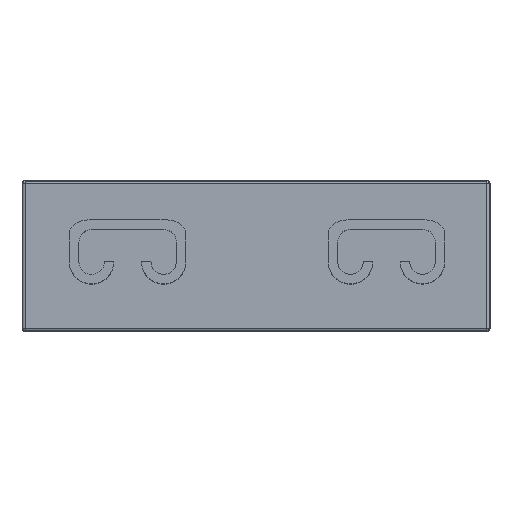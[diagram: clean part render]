
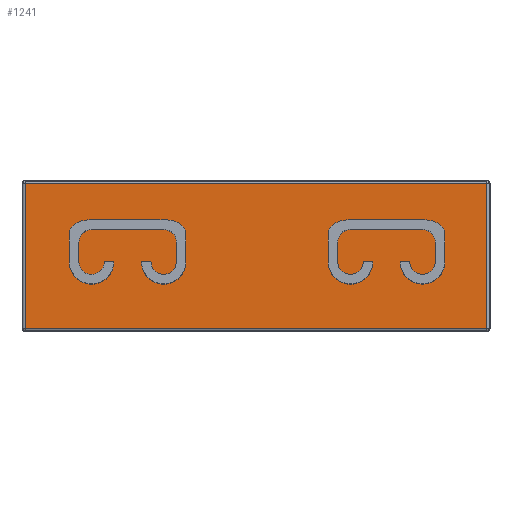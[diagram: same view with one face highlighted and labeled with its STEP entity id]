
A CAD part, top view. The second image highlights one B-rep face of the part: STEP entity #1241.
In plain terms, the highlighted planar face has unit normal (0, 0, 1).
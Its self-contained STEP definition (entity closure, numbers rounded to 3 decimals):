
#167 = VECTOR ( 'NONE', #3595, 1000. ) ;
#568 = CARTESIAN_POINT ( 'NONE',  ( -7.34, 0., 3.18 ) ) ;
#793 = EDGE_CURVE ( 'NONE', #2884, #3500, #2085, .T. ) ;
#1022 = DIRECTION ( 'NONE',  ( 0., -1., 0. ) ) ;
#1042 = LINE ( 'NONE', #2691, #1085 ) ;
#1075 = CARTESIAN_POINT ( 'NONE',  ( 7.24, 0.1, 3.18 ) ) ;
#1085 = VECTOR ( 'NONE', #1022, 1000. ) ;
#1241 = ADVANCED_FACE ( 'NONE', ( #1332 ), #3606, .T. ) ;
#1276 = ORIENTED_EDGE ( 'NONE', *, *, #4014, .F. ) ;
#1286 = VERTEX_POINT ( 'NONE', #1075 ) ;
#1332 = FACE_OUTER_BOUND ( 'NONE', #3147, .T. ) ;
#1349 = DIRECTION ( 'NONE',  ( 0., 1., 0. ) ) ;
#1712 = DIRECTION ( 'NONE',  ( 1., 0., 0. ) ) ;
#1735 = CARTESIAN_POINT ( 'NONE',  ( -7.24, 0., 3.18 ) ) ;
#1934 = EDGE_CURVE ( 'NONE', #1286, #2884, #2519, .T. ) ;
#2034 = VECTOR ( 'NONE', #1349, 1000. ) ;
#2085 = LINE ( 'NONE', #1735, #2034 ) ;
#2176 = CARTESIAN_POINT ( 'NONE',  ( -7.24, 0.1, 3.18 ) ) ;
#2318 = CARTESIAN_POINT ( 'NONE',  ( -3.67, 4.65, 3.18 ) ) ;
#2519 = LINE ( 'NONE', #4149, #4099 ) ;
#2687 = DIRECTION ( 'NONE',  ( 0., 0., 1. ) ) ;
#2691 = CARTESIAN_POINT ( 'NONE',  ( 7.24, 0., 3.18 ) ) ;
#2818 = VERTEX_POINT ( 'NONE', #4296 ) ;
#2884 = VERTEX_POINT ( 'NONE', #2176 ) ;
#2949 = CARTESIAN_POINT ( 'NONE',  ( -7.24, 4.65, 3.18 ) ) ;
#3025 = ORIENTED_EDGE ( 'NONE', *, *, #793, .F. ) ;
#3147 = EDGE_LOOP ( 'NONE', ( #3508, #1276, #3837, #3025 ) ) ;
#3500 = VERTEX_POINT ( 'NONE', #2949 ) ;
#3508 = ORIENTED_EDGE ( 'NONE', *, *, #1934, .F. ) ;
#3561 = EDGE_CURVE ( 'NONE', #3500, #2818, #4013, .T. ) ;
#3595 = DIRECTION ( 'NONE',  ( 1., 0., 0. ) ) ;
#3606 = PLANE ( 'NONE',  #3679 ) ;
#3679 = AXIS2_PLACEMENT_3D ( 'NONE', #568, #2687, #1712 ) ;
#3837 = ORIENTED_EDGE ( 'NONE', *, *, #3561, .F. ) ;
#3872 = DIRECTION ( 'NONE',  ( -1., 0., 0. ) ) ;
#4014 = EDGE_CURVE ( 'NONE', #2818, #1286, #1042, .T. ) ;
#4013 = LINE ( 'NONE', #2318, #167 ) ;
#4099 = VECTOR ( 'NONE', #3872, 1000. ) ;
#4149 = CARTESIAN_POINT ( 'NONE',  ( -3.67, 0.1, 3.18 ) ) ;
#4296 = CARTESIAN_POINT ( 'NONE',  ( 7.24, 4.65, 3.18 ) ) ;
